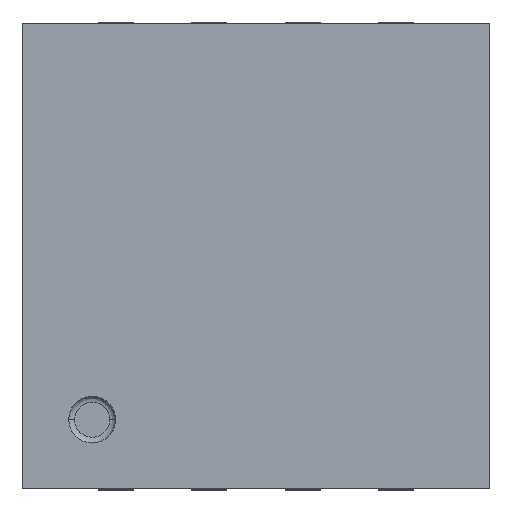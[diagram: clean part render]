
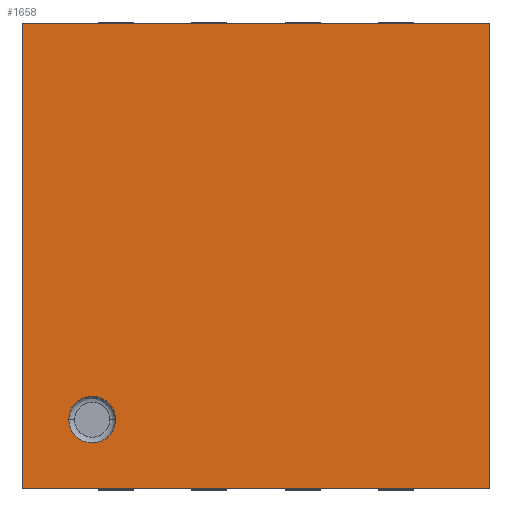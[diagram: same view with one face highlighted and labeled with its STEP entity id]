
A CAD part, top view. The second image highlights one B-rep face of the part: STEP entity #1658.
In plain terms, the highlighted planar face has unit normal (0, 0, 1).
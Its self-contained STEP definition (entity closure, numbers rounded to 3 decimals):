
#79 = AXIS2_PLACEMENT_3D ( 'NONE', #398, #1553, #1785 ) ;
#191 = DIRECTION ( 'NONE',  ( 0., -1., 0. ) ) ;
#204 = ORIENTED_EDGE ( 'NONE', *, *, #2010, .F. ) ;
#264 = CIRCLE ( 'NONE', #2856, 0.2 ) ;
#344 = DIRECTION ( 'NONE',  ( 0., 0., -1. ) ) ;
#398 = CARTESIAN_POINT ( 'NONE',  ( 0.6, 0.6, 0.8 ) ) ;
#400 = CARTESIAN_POINT ( 'NONE',  ( 0.4, 0.6, 0.8 ) ) ;
#408 = EDGE_LOOP ( 'NONE', ( #2840, #204, #1584, #577 ) ) ;
#448 = VERTEX_POINT ( 'NONE', #400 ) ;
#517 = EDGE_CURVE ( 'NONE', #2672, #2118, #640, .T. ) ;
#518 = VERTEX_POINT ( 'NONE', #2018 ) ;
#522 = EDGE_LOOP ( 'NONE', ( #1772, #1556 ) ) ;
#577 = ORIENTED_EDGE ( 'NONE', *, *, #771, .F. ) ;
#634 = LINE ( 'NONE', #812, #1102 ) ;
#640 = LINE ( 'NONE', #1307, #880 ) ;
#739 = CIRCLE ( 'NONE', #79, 0.2 ) ;
#771 = EDGE_CURVE ( 'NONE', #1477, #2672, #634, .T. ) ;
#811 = CARTESIAN_POINT ( 'NONE',  ( 0., 3.99, 0.8 ) ) ;
#812 = CARTESIAN_POINT ( 'NONE',  ( 0., 0.01, 0.8 ) ) ;
#868 = CARTESIAN_POINT ( 'NONE',  ( 4., 3.99, 0.8 ) ) ;
#878 = LINE ( 'NONE', #868, #1322 ) ;
#880 = VECTOR ( 'NONE', #1356, 1000. ) ;
#932 = CARTESIAN_POINT ( 'NONE',  ( 4., 3.99, 0.8 ) ) ;
#939 = VERTEX_POINT ( 'NONE', #1145 ) ;
#1102 = VECTOR ( 'NONE', #2584, 1000. ) ;
#1145 = CARTESIAN_POINT ( 'NONE',  ( 4., 0.01, 0.8 ) ) ;
#1252 = PLANE ( 'NONE',  #1940 ) ;
#1307 = CARTESIAN_POINT ( 'NONE',  ( 0., 3.99, 0.8 ) ) ;
#1314 = CARTESIAN_POINT ( 'NONE',  ( 4., 0.01, 0.8 ) ) ;
#1322 = VECTOR ( 'NONE', #191, 1000. ) ;
#1356 = DIRECTION ( 'NONE',  ( 1., 0., 0. ) ) ;
#1477 = VERTEX_POINT ( 'NONE', #1763 ) ;
#1553 = DIRECTION ( 'NONE',  ( 0., 0., -1. ) ) ;
#1556 = ORIENTED_EDGE ( 'NONE', *, *, #1734, .T. ) ;
#1584 = ORIENTED_EDGE ( 'NONE', *, *, #517, .F. ) ;
#1658 = ADVANCED_FACE ( 'NONE', ( #2784, #1926 ), #1252, .T. ) ;
#1690 = VECTOR ( 'NONE', #2172, 1000. ) ;
#1719 = CARTESIAN_POINT ( 'NONE',  ( 0.6, 0.6, 0.8 ) ) ;
#1734 = EDGE_CURVE ( 'NONE', #448, #518, #264, .T. ) ;
#1763 = CARTESIAN_POINT ( 'NONE',  ( 0., 0.01, 0.8 ) ) ;
#1772 = ORIENTED_EDGE ( 'NONE', *, *, #1941, .T. ) ;
#1785 = DIRECTION ( 'NONE',  ( -1., 0., 0. ) ) ;
#1926 = FACE_BOUND ( 'NONE', #522, .T. ) ;
#1940 = AXIS2_PLACEMENT_3D ( 'NONE', #811, #1950, #2573 ) ;
#1941 = EDGE_CURVE ( 'NONE', #518, #448, #739, .T. ) ;
#1950 = DIRECTION ( 'NONE',  ( 0., 0., 1. ) ) ;
#1973 = CARTESIAN_POINT ( 'NONE',  ( 0., 3.99, 0.8 ) ) ;
#2010 = EDGE_CURVE ( 'NONE', #2118, #939, #878, .T. ) ;
#2018 = CARTESIAN_POINT ( 'NONE',  ( 0.8, 0.6, 0.8 ) ) ;
#2118 = VERTEX_POINT ( 'NONE', #932 ) ;
#2149 = DIRECTION ( 'NONE',  ( -1., 0., 0. ) ) ;
#2172 = DIRECTION ( 'NONE',  ( -1., 0., 0. ) ) ;
#2475 = LINE ( 'NONE', #1314, #1690 ) ;
#2573 = DIRECTION ( 'NONE',  ( 1., 0., 0. ) ) ;
#2584 = DIRECTION ( 'NONE',  ( 0., 1., 0. ) ) ;
#2635 = EDGE_CURVE ( 'NONE', #939, #1477, #2475, .T. ) ;
#2672 = VERTEX_POINT ( 'NONE', #1973 ) ;
#2784 = FACE_OUTER_BOUND ( 'NONE', #408, .T. ) ;
#2840 = ORIENTED_EDGE ( 'NONE', *, *, #2635, .F. ) ;
#2856 = AXIS2_PLACEMENT_3D ( 'NONE', #1719, #344, #2149 ) ;
